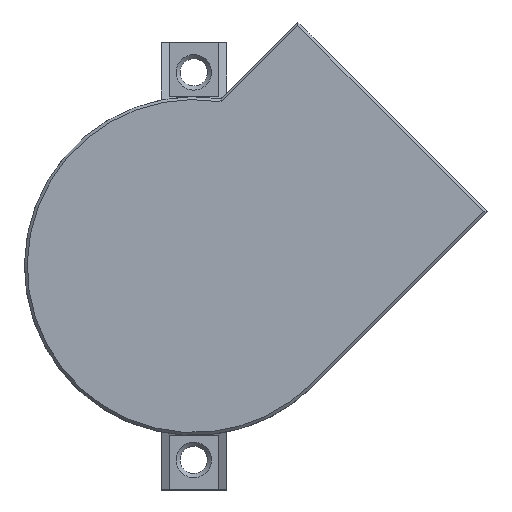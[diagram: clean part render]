
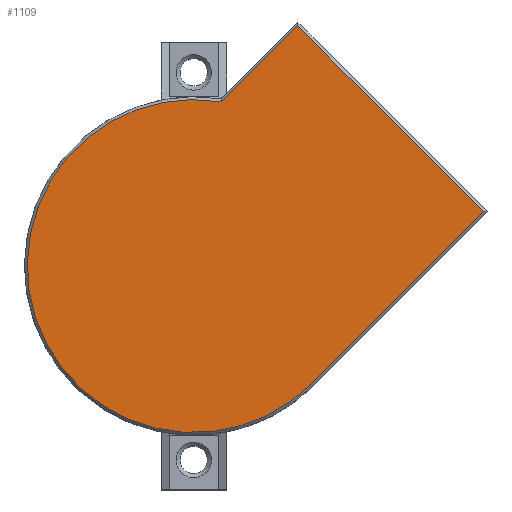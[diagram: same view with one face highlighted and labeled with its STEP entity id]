
A CAD part, top view. The second image highlights one B-rep face of the part: STEP entity #1109.
In plain terms, the highlighted planar face has unit normal (0, 0, 1).
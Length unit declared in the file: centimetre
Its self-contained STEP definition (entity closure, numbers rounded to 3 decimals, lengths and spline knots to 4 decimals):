
#51=PLANE('',#1184);
#92=CIRCLE('',#1178,3.05);
#134=VECTOR('',#1323,1.);
#140=VECTOR('',#1330,1.);
#142=VECTOR('',#1339,1.);
#146=VECTOR('',#1344,1.);
#239=LINE('',#1899,#134);
#245=LINE('',#1912,#140);
#247=LINE('',#1920,#142);
#251=LINE('',#1927,#146);
#364=VERTEX_POINT('',#1900);
#365=VERTEX_POINT('',#1901);
#368=VERTEX_POINT('',#1909);
#370=VERTEX_POINT('',#1915);
#372=VERTEX_POINT('',#1921);
#511=EDGE_CURVE('',#364,#365,#239,.T.);
#517=EDGE_CURVE('',#365,#368,#245,.T.);
#520=EDGE_CURVE('',#368,#370,#92,.T.);
#521=EDGE_CURVE('',#370,#372,#247,.T.);
#525=EDGE_CURVE('',#372,#364,#251,.T.);
#768=ORIENTED_EDGE('',*,*,#511,.F.);
#769=ORIENTED_EDGE('',*,*,#525,.F.);
#770=ORIENTED_EDGE('',*,*,#521,.F.);
#771=ORIENTED_EDGE('',*,*,#520,.F.);
#772=ORIENTED_EDGE('',*,*,#517,.F.);
#965=EDGE_LOOP('',(#768,#769,#770,#771,#772));
#1037=FACE_BOUND('',#965,.T.);
#1109=ADVANCED_FACE('',(#1037),#51,.T.);
#1178=AXIS2_PLACEMENT_3D('',#1918,#1336,#1337);
#1184=AXIS2_PLACEMENT_3D('',#1949,#1359,$);
#1323=DIRECTION('',(0.707,-0.707,0.));
#1330=DIRECTION('',(-0.707,-0.707,0.));
#1336=DIRECTION('',(0.,0.,-1.));
#1337=DIRECTION('',(-2.901,-0.943,0.));
#1339=DIRECTION('',(0.988,-0.156,0.));
#1344=DIRECTION('',(0.707,0.707,0.));
#1359=DIRECTION('',(0.,0.,1.));
#1899=CARTESIAN_POINT('',(3.5138,2.7925,1.5));
#1900=CARTESIAN_POINT('',(1.9057,4.4007,1.5));
#1901=CARTESIAN_POINT('',(5.3098,0.9965,1.5));
#1909=CARTESIAN_POINT('',(2.1567,-2.1567,1.5));
#1912=CARTESIAN_POINT('',(3.4041,-0.9092,1.5));
#1915=CARTESIAN_POINT('',(0.4771,3.0124,1.5));
#1918=CARTESIAN_POINT('',(0.,0.,1.5));
#1920=CARTESIAN_POINT('',(0.9497,2.9376,1.5));
#1921=CARTESIAN_POINT('',(0.512,3.0069,1.5));
#1927=CARTESIAN_POINT('',(0.4443,2.9393,1.5));
#1949=CARTESIAN_POINT('',(1.0639,0.6314,1.5));
